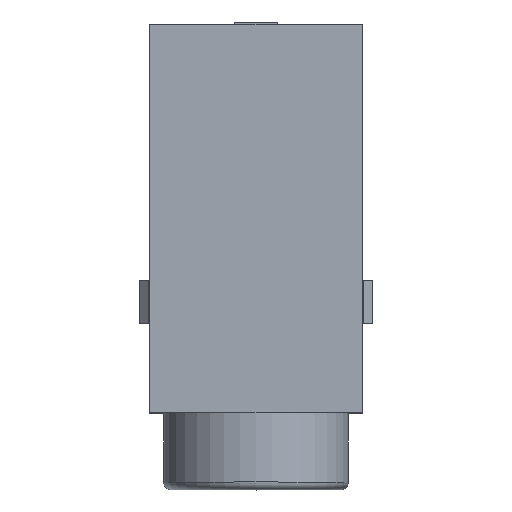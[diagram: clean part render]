
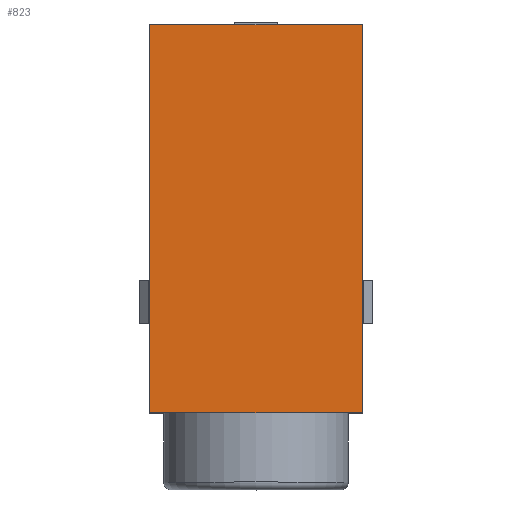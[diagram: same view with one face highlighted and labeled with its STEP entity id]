
A CAD part, top view. The second image highlights one B-rep face of the part: STEP entity #823.
In plain terms, the highlighted planar face has unit normal (0, 0, 1).
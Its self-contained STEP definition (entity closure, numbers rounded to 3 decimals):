
#75=FACE_OUTER_BOUND('',#121,.T.);
#121=EDGE_LOOP('',(#732,#733,#734,#735));
#150=LINE('',#1164,#252);
#158=LINE('',#1180,#260);
#220=LINE('',#1330,#322);
#224=LINE('',#1336,#326);
#252=VECTOR('',#936,10.);
#260=VECTOR('',#948,10.);
#322=VECTOR('',#1094,10.);
#326=VECTOR('',#1102,10.);
#349=VERTEX_POINT('',#1161);
#350=VERTEX_POINT('',#1163);
#355=VERTEX_POINT('',#1177);
#356=VERTEX_POINT('',#1179);
#430=EDGE_CURVE('',#350,#349,#150,.T.);
#438=EDGE_CURVE('',#355,#356,#158,.T.);
#512=EDGE_CURVE('',#350,#355,#220,.T.);
#516=EDGE_CURVE('',#356,#349,#224,.T.);
#732=ORIENTED_EDGE('',*,*,#512,.F.);
#733=ORIENTED_EDGE('',*,*,#430,.T.);
#734=ORIENTED_EDGE('',*,*,#516,.F.);
#735=ORIENTED_EDGE('',*,*,#438,.F.);
#781=PLANE('',#891);
#823=ADVANCED_FACE('',(#75),#781,.T.);
#891=AXIS2_PLACEMENT_3D('',#1335,#1100,#1101);
#936=DIRECTION('',(0.,1.,0.));
#948=DIRECTION('',(0.,1.,0.));
#1094=DIRECTION('',(-1.,0.,0.));
#1100=DIRECTION('center_axis',(0.,0.,1.));
#1101=DIRECTION('ref_axis',(1.,0.,0.));
#1102=DIRECTION('',(1.,0.,0.));
#1161=CARTESIAN_POINT('',(6.9,12.6,7.1));
#1163=CARTESIAN_POINT('',(6.9,0.,7.1));
#1164=CARTESIAN_POINT('',(6.9,0.,7.1));
#1177=CARTESIAN_POINT('',(0.,0.,7.1));
#1179=CARTESIAN_POINT('',(0.,12.6,7.1));
#1180=CARTESIAN_POINT('',(0.,0.,7.1));
#1330=CARTESIAN_POINT('',(6.9,0.,7.1));
#1335=CARTESIAN_POINT('Origin',(0.,0.,7.1));
#1336=CARTESIAN_POINT('',(6.9,12.6,7.1));
